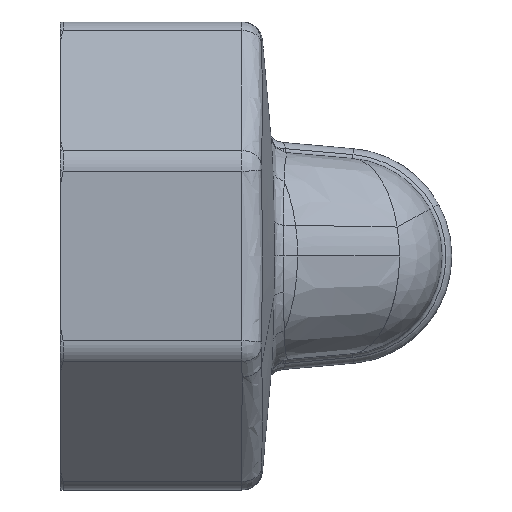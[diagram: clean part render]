
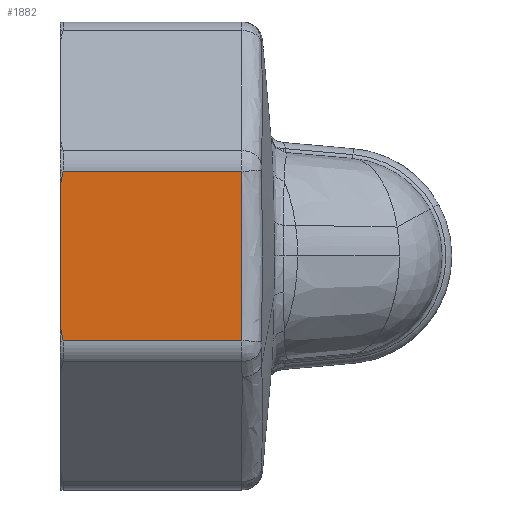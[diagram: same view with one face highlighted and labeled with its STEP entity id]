
A CAD part, front view. The second image highlights one B-rep face of the part: STEP entity #1882.
In plain terms, the highlighted planar face has unit normal (0, -1, 0).
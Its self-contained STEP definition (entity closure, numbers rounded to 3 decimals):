
#415=CARTESIAN_POINT('Vertex',(-29.,-23.9,-7.099)) ;
#418=CARTESIAN_POINT('Line Origine',(-29.,-23.9,0.)) ;
#422=CARTESIAN_POINT('Vertex',(-29.,-23.9,7.099)) ;
#1767=CARTESIAN_POINT('Vertex',(-28.702,-23.9,-8.657)) ;
#1821=CARTESIAN_POINT('Control Point',(-28.702,-23.9,-8.657)) ;
#1822=CARTESIAN_POINT('Control Point',(-28.768,-23.9,-8.339)) ;
#1823=CARTESIAN_POINT('Control Point',(-28.831,-23.9,-8.025)) ;
#1824=CARTESIAN_POINT('Control Point',(-28.89,-23.9,-7.713)) ;
#1825=CARTESIAN_POINT('Control Point',(-28.947,-23.9,-7.405)) ;
#1826=CARTESIAN_POINT('Control Point',(-29.,-23.9,-7.099)) ;
#1834=CARTESIAN_POINT('Axis2P3D Location',(0.,-23.9,9.9)) ;
#1839=CARTESIAN_POINT('Line Origine',(-19.589,-23.9,-8.657)) ;
#1843=CARTESIAN_POINT('Vertex',(-10.477,-23.9,-8.657)) ;
#1847=CARTESIAN_POINT('Control Point',(-10.477,-23.9,-8.657)) ;
#1848=CARTESIAN_POINT('Control Point',(-10.416,-23.9,-6.759)) ;
#1849=CARTESIAN_POINT('Control Point',(-10.373,-23.9,-4.988)) ;
#1850=CARTESIAN_POINT('Control Point',(-10.346,-23.9,-3.292)) ;
#1851=CARTESIAN_POINT('Control Point',(-10.319,-23.9,0.018)) ;
#1852=CARTESIAN_POINT('Control Point',(-10.347,-23.9,3.331)) ;
#1853=CARTESIAN_POINT('Control Point',(-10.374,-23.9,5.016)) ;
#1854=CARTESIAN_POINT('Control Point',(-10.416,-23.9,6.773)) ;
#1855=CARTESIAN_POINT('Control Point',(-10.477,-23.9,8.657)) ;
#1856=CARTESIAN_POINT('Vertex',(-10.477,-23.9,8.657)) ;
#1859=CARTESIAN_POINT('Line Origine',(-19.589,-23.9,8.657)) ;
#1863=CARTESIAN_POINT('Vertex',(-28.702,-23.9,8.657)) ;
#1867=CARTESIAN_POINT('Control Point',(-29.,-23.9,7.099)) ;
#1868=CARTESIAN_POINT('Control Point',(-28.947,-23.9,7.405)) ;
#1869=CARTESIAN_POINT('Control Point',(-28.89,-23.9,7.713)) ;
#1870=CARTESIAN_POINT('Control Point',(-28.831,-23.9,8.025)) ;
#1871=CARTESIAN_POINT('Control Point',(-28.768,-23.9,8.339)) ;
#1872=CARTESIAN_POINT('Control Point',(-28.702,-23.9,8.657)) ;
#420=VECTOR('Line Direction',#419,1.) ;
#1841=VECTOR('Line Direction',#1840,1.) ;
#1861=VECTOR('Line Direction',#1860,1.) ;
#419=DIRECTION('Vector Direction',(0.,0.,-1.)) ;
#1835=DIRECTION('Axis2P3D Direction',(0.,1.,0.)) ;
#1836=DIRECTION('Axis2P3D XDirection',(0.,0.,-1.)) ;
#1840=DIRECTION('Vector Direction',(-1.,0.,0.)) ;
#1860=DIRECTION('Vector Direction',(-1.,0.,0.)) ;
#1837=AXIS2_PLACEMENT_3D('Plane Axis2P3D',#1834,#1835,#1836) ;
#421=LINE('Line',#418,#420) ;
#1842=LINE('Line',#1839,#1841) ;
#1862=LINE('Line',#1859,#1861) ;
#1838=PLANE('',#1837) ;
#424=EDGE_CURVE('',#423,#416,#421,.T.) ;
#1827=EDGE_CURVE('',#1768,#416,#1820,.T.) ;
#1845=EDGE_CURVE('',#1844,#1768,#1842,.T.) ;
#1858=EDGE_CURVE('',#1844,#1857,#1846,.T.) ;
#1865=EDGE_CURVE('',#1857,#1864,#1862,.T.) ;
#1873=EDGE_CURVE('',#423,#1864,#1866,.T.) ;
#1875=ORIENTED_EDGE('',*,*,#424,.T.) ;
#1876=ORIENTED_EDGE('',*,*,#1827,.F.) ;
#1877=ORIENTED_EDGE('',*,*,#1845,.F.) ;
#1878=ORIENTED_EDGE('',*,*,#1858,.T.) ;
#1879=ORIENTED_EDGE('',*,*,#1865,.T.) ;
#1880=ORIENTED_EDGE('',*,*,#1873,.F.) ;
#1874=EDGE_LOOP('',(#1875,#1876,#1877,#1878,#1879,#1880)) ;
#416=VERTEX_POINT('',#415) ;
#423=VERTEX_POINT('',#422) ;
#1768=VERTEX_POINT('',#1767) ;
#1844=VERTEX_POINT('',#1843) ;
#1857=VERTEX_POINT('',#1856) ;
#1864=VERTEX_POINT('',#1863) ;
#1882=ADVANCED_FACE('31472',(#1881),#1838,.F.) ;
#1820=B_SPLINE_CURVE_WITH_KNOTS('',5,(#1821,#1822,#1823,#1824,#1825,#1826),.UNSPECIFIED.,.F.,.U.,(6,6),(13.742,20.158),.UNSPECIFIED.) ;
#1846=B_SPLINE_CURVE_WITH_KNOTS('',5,(#1847,#1848,#1849,#1850,#1851,#1852,#1853,#1854,#1855),.UNSPECIFIED.,.F.,.U.,(6,3,6),(12.871,51.714,90.266),.UNSPECIFIED.) ;
#1866=B_SPLINE_CURVE_WITH_KNOTS('',5,(#1867,#1868,#1869,#1870,#1871,#1872),.UNSPECIFIED.,.F.,.U.,(6,6),(83.253,89.668),.UNSPECIFIED.) ;
#1881=FACE_OUTER_BOUND('',#1874,.T.) ;
